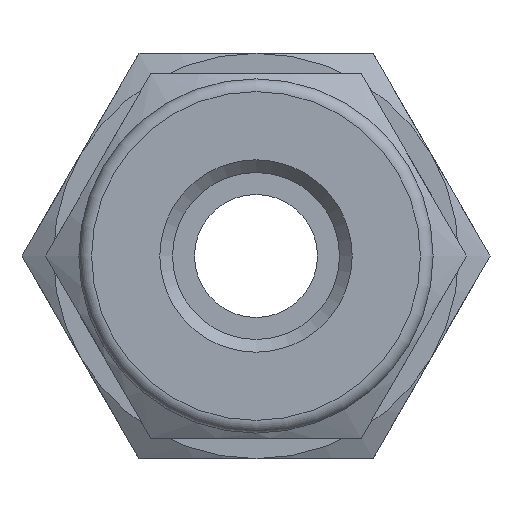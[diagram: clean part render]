
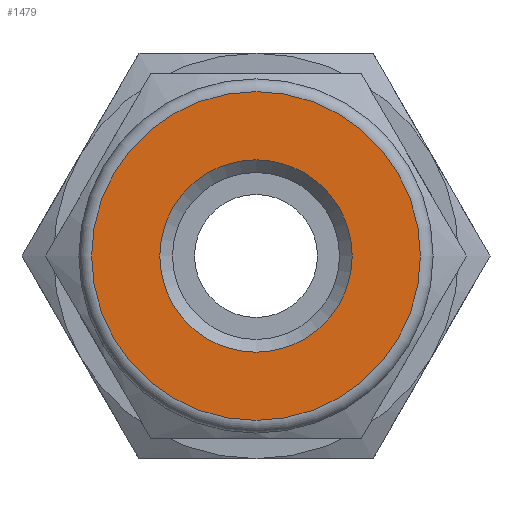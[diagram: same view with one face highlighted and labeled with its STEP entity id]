
A CAD part, left-side view. The second image highlights one B-rep face of the part: STEP entity #1479.
In plain terms, the highlighted planar face has unit normal (-1, 0, 0).
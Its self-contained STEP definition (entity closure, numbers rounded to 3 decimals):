
#29=FACE_BOUND('',#379,.T.);
#102=CIRCLE('',#1590,6.45);
#148=CIRCLE('',#1682,3.775);
#269=FACE_OUTER_BOUND('',#378,.T.);
#378=EDGE_LOOP('',(#1344));
#379=EDGE_LOOP('',(#1345));
#662=VERTEX_POINT('',#2519);
#703=VERTEX_POINT('',#2679);
#844=EDGE_CURVE('',#662,#662,#102,.T.);
#917=EDGE_CURVE('',#703,#703,#148,.T.);
#1344=ORIENTED_EDGE('',*,*,#844,.F.);
#1345=ORIENTED_EDGE('',*,*,#917,.T.);
#1384=PLANE('',#1683);
#1479=ADVANCED_FACE('',(#269,#29),#1384,.T.);
#1590=AXIS2_PLACEMENT_3D('',#2521,#1904,#1905);
#1682=AXIS2_PLACEMENT_3D('',#2681,#2115,#2116);
#1683=AXIS2_PLACEMENT_3D('',#2682,#2117,#2118);
#1904=DIRECTION('center_axis',(1.,0.,0.));
#1905=DIRECTION('ref_axis',(0.,0.,-1.));
#2115=DIRECTION('center_axis',(1.,0.,0.));
#2116=DIRECTION('ref_axis',(0.,0.,-1.));
#2117=DIRECTION('center_axis',(-1.,0.,0.));
#2118=DIRECTION('ref_axis',(0.,0.,1.));
#2519=CARTESIAN_POINT('',(0.,0.,6.45));
#2521=CARTESIAN_POINT('Origin',(0.,0.,
0.));
#2679=CARTESIAN_POINT('',(0.,-3.775,0.));
#2681=CARTESIAN_POINT('Origin',(0.,0.,
0.));
#2682=CARTESIAN_POINT('Origin',(0.,6.45,0.));
